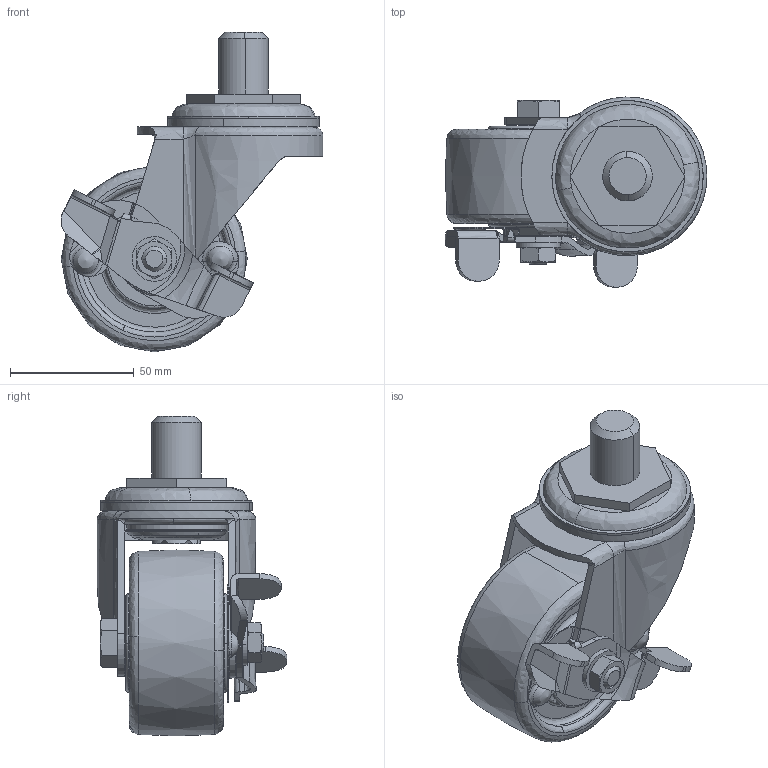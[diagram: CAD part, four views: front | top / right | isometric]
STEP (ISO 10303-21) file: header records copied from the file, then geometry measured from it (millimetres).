
FILE_DESCRIPTION((''),'2;1');
FILE_NAME('','2009-03-19T14:50:06',(''),(''),'','CADfix','');
FILE_SCHEMA(('AUTOMOTIVE_DESIGN { 1 0 10303 214 1 1 1 1 }'));
Length unit declared in the file: millimetre
Bounding box: 105.57 x 76.56 x 129 mm (x, y, z)
Volume: 240778 mm3; surface area: 62477.2 mm2
Topology: 6 solids, 6 shells, 364 faces, 1075 edges, 743 vertices
Faces by surface type: bspline 364
Entity records: 16336 total; most frequent: CARTESIAN_POINT 10479, ORIENTED_EDGE 2148, EDGE_CURVE 1074, VERTEX_POINT 743, EDGE_LOOP 397, FACE_OUTER_BOUND 364, ADVANCED_FACE 364, QUASI_UNIFORM_CURVE 341
